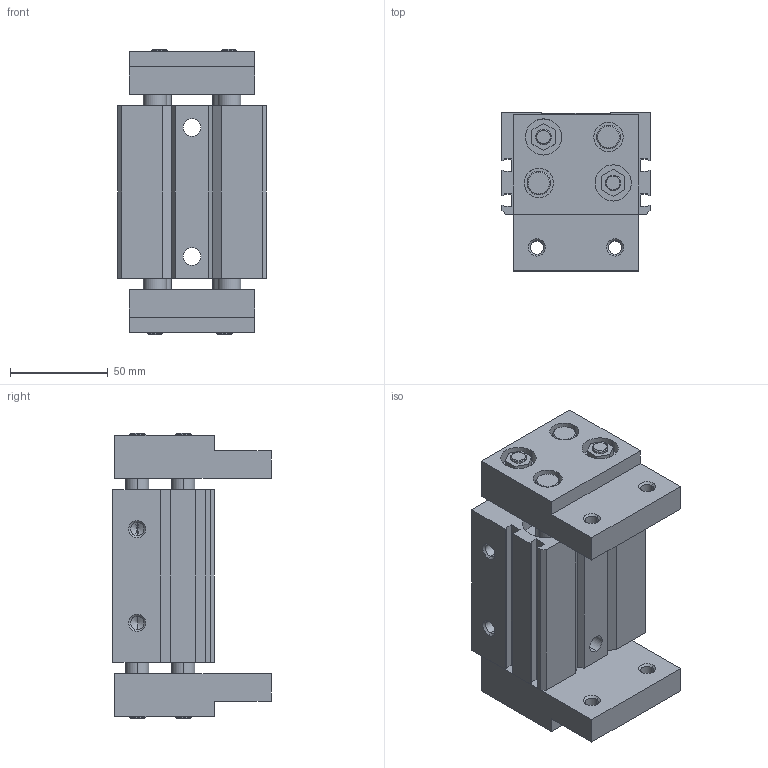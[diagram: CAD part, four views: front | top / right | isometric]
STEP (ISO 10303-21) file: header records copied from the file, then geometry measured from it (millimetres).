
FILE_DESCRIPTION (( 'STEP AP203' ), '1' );
FILE_NAME ('GR02F025.STEP', '2017-05-29T08:51:24', ( 'ST01' ), ( '' ), 'SwSTEP 2.0', 'SolidWorks 2016', '' );
FILE_SCHEMA (( 'CONFIG_CONTROL_DESIGN' ));
Length unit declared in the file: millimetre
Products named in the file (3): GR02F025_CORPO; GR02F025_CHELA; GR02F025
Assembly tree (3 placements, depth 2):
  GR02F025
    GR02F025_CORPO
    GR02F025_CHELA  x2
Bounding box: 76 x 81 x 146 mm (x, y, z)
Volume: 498241.4 mm3; surface area: 109620.2 mm2
Topology: 3 solids, 3 shells, 261 faces, 640 edges, 400 vertices
Faces by surface type: plane 123, cylinder 82, cone 56
Entity records: 6121 total; most frequent: DIRECTION 1032, CARTESIAN_POINT 989, ORIENTED_EDGE 956, EDGE_CURVE 478, AXIS2_PLACEMENT_3D 351, VECTOR 330, LINE 330, VERTEX_POINT 308
